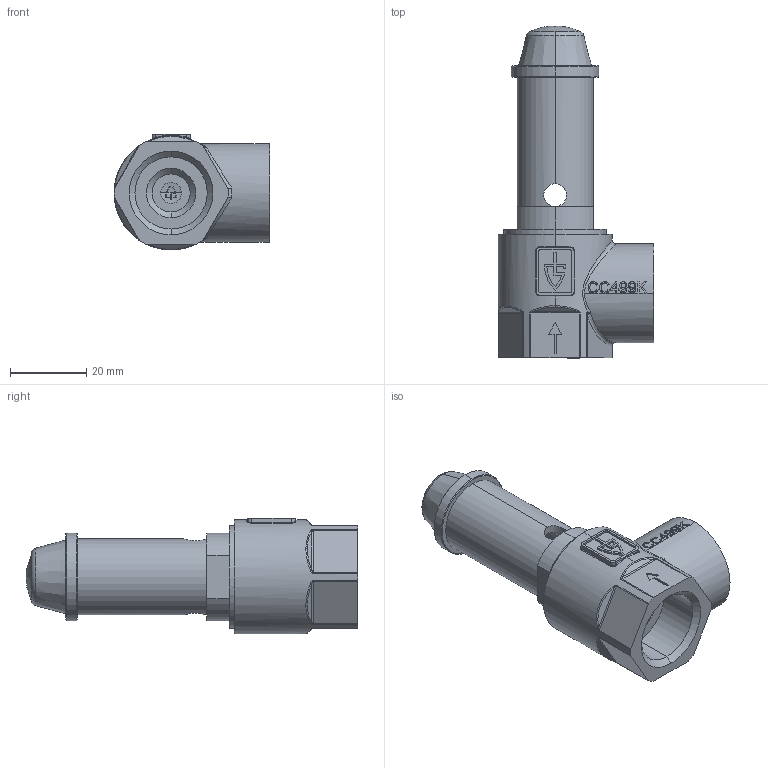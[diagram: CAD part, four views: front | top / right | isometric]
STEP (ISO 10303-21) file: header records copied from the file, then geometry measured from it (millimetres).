
FILE_DESCRIPTION (( 'STEP AP214' ), '1' );
FILE_NAME ('652 1-2 Dummy.STEP', '2010-08-02T06:47:48', ( '' ), ( '' ), 'SwSTEP 2.0', 'SolidWorks 2010', '' );
FILE_SCHEMA (( 'AUTOMOTIVE_DESIGN' ));
Length unit declared in the file: millimetre
Products named in the file (1): 652 1-2  Dummy
Bounding box: 41 x 87.32 x 30.5 mm (x, y, z)
Volume: 22103.1 mm3; surface area: 17289.2 mm2
Topology: 4 solids, 4 shells, 433 faces, 1141 edges, 729 vertices
Faces by surface type: plane 156, cylinder 125, bspline 98, cone 34, torus 12, sphere 8
Entity records: 23418 total; most frequent: CARTESIAN_POINT 8700, ORIENTED_EDGE 2282, DIRECTION 1761, EDGE_CURVE 1141, VERTEX_POINT 729, AXIS2_PLACEMENT_3D 629, VECTOR 503, LINE 503
